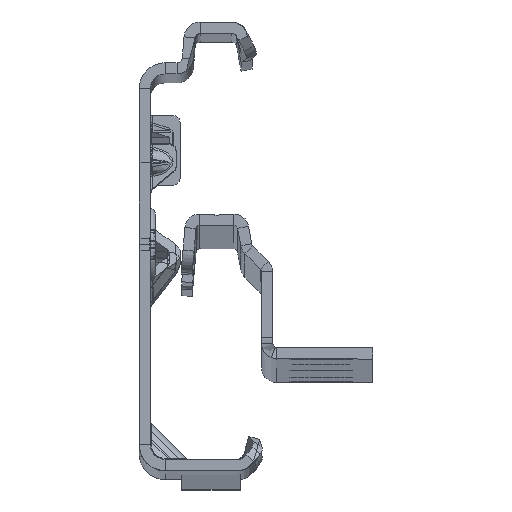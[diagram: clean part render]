
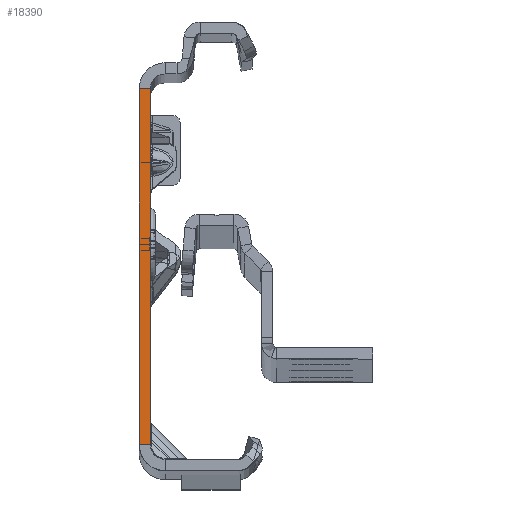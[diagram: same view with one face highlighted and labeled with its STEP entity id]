
A CAD part, top view. The second image highlights one B-rep face of the part: STEP entity #18390.
In plain terms, the highlighted planar face has unit normal (0, 0, 1).
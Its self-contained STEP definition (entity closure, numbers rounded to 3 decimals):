
#935 = VERTEX_POINT ( 'NONE', #28975 ) ;
#1639 = DIRECTION ( 'NONE',  ( 0., -1., 0. ) ) ;
#2355 = DIRECTION ( 'NONE',  ( 0., -1., 0. ) ) ;
#4919 = CARTESIAN_POINT ( 'NONE',  ( 0., -27.865, 0. ) ) ;
#9314 = EDGE_CURVE ( 'NONE', #17276, #935, #44085, .T. ) ;
#9869 = ORIENTED_EDGE ( 'NONE', *, *, #9314, .T. ) ;
#10616 = EDGE_CURVE ( 'NONE', #20732, #935, #42055, .T. ) ;
#11219 = EDGE_CURVE ( 'NONE', #14306, #20732, #43475, .T. ) ;
#11969 = CARTESIAN_POINT ( 'NONE',  ( 0., 22.135, 0. ) ) ;
#12531 = CARTESIAN_POINT ( 'NONE',  ( 0., 22.135, 0. ) ) ;
#12748 = VECTOR ( 'NONE', #33563, 1000. ) ;
#12862 = CARTESIAN_POINT ( 'NONE',  ( -1.5, 22.135, 0. ) ) ;
#13742 = CARTESIAN_POINT ( 'NONE',  ( 0., -25.865, 0. ) ) ;
#14306 = VERTEX_POINT ( 'NONE', #11969 ) ;
#15530 = DIRECTION ( 'NONE',  ( 1., 0., 0. ) ) ;
#15804 = FACE_OUTER_BOUND ( 'NONE', #27071, .T. ) ;
#17276 = VERTEX_POINT ( 'NONE', #12862 ) ;
#18390 = ADVANCED_FACE ( 'NONE', ( #15804 ), #28765, .T. ) ;
#20732 = VERTEX_POINT ( 'NONE', #13742 ) ;
#21443 = EDGE_CURVE ( 'NONE', #14306, #17276, #32751, .T. ) ;
#25419 = ORIENTED_EDGE ( 'NONE', *, *, #10616, .F. ) ;
#27071 = EDGE_LOOP ( 'NONE', ( #42718, #38315, #9869, #25419 ) ) ;
#28071 = VECTOR ( 'NONE', #2355, 1000. ) ;
#28765 = PLANE ( 'NONE',  #44643 ) ;
#28975 = CARTESIAN_POINT ( 'NONE',  ( -1.5, -25.865, 0. ) ) ;
#32751 = LINE ( 'NONE', #12531, #49863 ) ;
#33563 = DIRECTION ( 'NONE',  ( -1., 0., 0. ) ) ;
#34148 = VECTOR ( 'NONE', #1639, 1000. ) ;
#38289 = CARTESIAN_POINT ( 'NONE',  ( -1.5, -27.865, 0. ) ) ;
#38315 = ORIENTED_EDGE ( 'NONE', *, *, #21443, .T. ) ;
#42055 = LINE ( 'NONE', #50764, #12748 ) ;
#42718 = ORIENTED_EDGE ( 'NONE', *, *, #11219, .F. ) ;
#43475 = LINE ( 'NONE', #4919, #28071 ) ;
#44085 = LINE ( 'NONE', #48015, #34148 ) ;
#44643 = AXIS2_PLACEMENT_3D ( 'NONE', #38289, #45914, #15530 ) ;
#45914 = DIRECTION ( 'NONE',  ( 0., 0., 1. ) ) ;
#48015 = CARTESIAN_POINT ( 'NONE',  ( -1.5, -27.865, 0. ) ) ;
#49863 = VECTOR ( 'NONE', #51048, 1000. ) ;
#50764 = CARTESIAN_POINT ( 'NONE',  ( 0., -25.865, 0. ) ) ;
#51048 = DIRECTION ( 'NONE',  ( -1., 0., 0. ) ) ;
